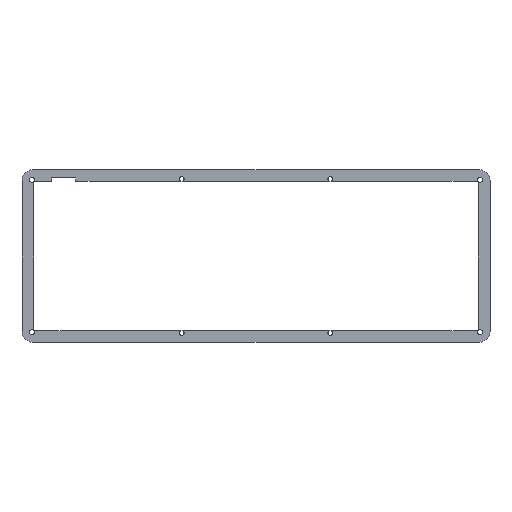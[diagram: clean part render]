
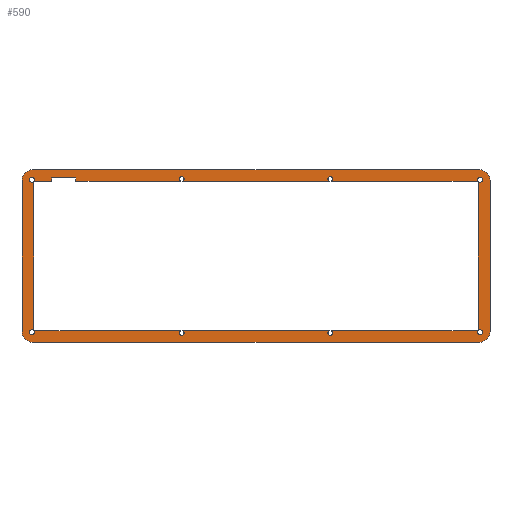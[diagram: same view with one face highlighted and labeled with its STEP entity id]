
A CAD part, top view. The second image highlights one B-rep face of the part: STEP entity #590.
In plain terms, the highlighted planar face has unit normal (0, 0, 1).
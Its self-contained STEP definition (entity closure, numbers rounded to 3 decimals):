
#16=FACE_BOUND('',#96,.T.);
#34=PLANE('',#658);
#64=FACE_OUTER_BOUND('',#95,.T.);
#95=EDGE_LOOP('',(#521,#522,#523,#524,#525,#526,#527,#528));
#96=EDGE_LOOP('',(#529,#530,#531,#532,#533,#534,#535,#536,#537,#538,#539,
#540,#541,#542,#543,#544,#545,#546,#547,#548));
#97=CIRCLE('',#606,1.6);
#99=CIRCLE('',#609,1.6);
#101=CIRCLE('',#612,1.6);
#103=CIRCLE('',#615,1.6);
#105=CIRCLE('',#618,1.6);
#107=CIRCLE('',#621,1.6);
#109=CIRCLE('',#624,1.6);
#111=CIRCLE('',#627,1.6);
#117=CIRCLE('',#643,7.);
#118=CIRCLE('',#646,7.);
#119=CIRCLE('',#649,7.);
#120=CIRCLE('',#652,7.);
#138=LINE('',#904,#198);
#141=LINE('',#910,#201);
#143=LINE('',#913,#203);
#145=LINE('',#916,#205);
#146=LINE('',#918,#206);
#148=LINE('',#922,#208);
#151=LINE('',#927,#211);
#162=LINE('',#956,#222);
#166=LINE('',#965,#226);
#169=LINE('',#973,#229);
#172=LINE('',#981,#232);
#174=LINE('',#988,#234);
#177=LINE('',#992,#237);
#178=LINE('',#994,#238);
#179=LINE('',#996,#239);
#180=LINE('',#998,#240);
#198=VECTOR('',#728,10.);
#201=VECTOR('',#733,10.);
#203=VECTOR('',#737,10.);
#205=VECTOR('',#741,10.);
#206=VECTOR('',#744,10.);
#208=VECTOR('',#748,10.);
#211=VECTOR('',#753,10.);
#222=VECTOR('',#776,10.);
#226=VECTOR('',#786,10.);
#229=VECTOR('',#795,10.);
#232=VECTOR('',#804,10.);
#234=VECTOR('',#812,10.);
#237=VECTOR('',#817,10.);
#238=VECTOR('',#820,10.);
#239=VECTOR('',#823,10.);
#240=VECTOR('',#826,10.);
#241=VERTEX_POINT('',#831);
#243=VERTEX_POINT('',#834);
#245=VERTEX_POINT('',#840);
#247=VERTEX_POINT('',#843);
#249=VERTEX_POINT('',#849);
#251=VERTEX_POINT('',#852);
#253=VERTEX_POINT('',#858);
#255=VERTEX_POINT('',#861);
#257=VERTEX_POINT('',#867);
#259=VERTEX_POINT('',#870);
#261=VERTEX_POINT('',#876);
#263=VERTEX_POINT('',#879);
#265=VERTEX_POINT('',#885);
#267=VERTEX_POINT('',#888);
#269=VERTEX_POINT('',#894);
#271=VERTEX_POINT('',#897);
#274=VERTEX_POINT('',#908);
#275=VERTEX_POINT('',#921);
#287=VERTEX_POINT('',#954);
#288=VERTEX_POINT('',#955);
#289=VERTEX_POINT('',#960);
#290=VERTEX_POINT('',#964);
#291=VERTEX_POINT('',#968);
#292=VERTEX_POINT('',#972);
#293=VERTEX_POINT('',#976);
#294=VERTEX_POINT('',#980);
#295=VERTEX_POINT('',#986);
#296=VERTEX_POINT('',#987);
#298=EDGE_CURVE('',#243,#241,#97,.T.);
#302=EDGE_CURVE('',#247,#245,#99,.T.);
#306=EDGE_CURVE('',#251,#249,#101,.T.);
#310=EDGE_CURVE('',#255,#253,#103,.T.);
#314=EDGE_CURVE('',#259,#257,#105,.T.);
#318=EDGE_CURVE('',#263,#261,#107,.T.);
#322=EDGE_CURVE('',#267,#265,#109,.T.);
#326=EDGE_CURVE('',#271,#269,#111,.T.);
#330=EDGE_CURVE('',#241,#259,#138,.T.);
#333=EDGE_CURVE('',#261,#274,#141,.T.);
#335=EDGE_CURVE('',#245,#263,#143,.T.);
#337=EDGE_CURVE('',#257,#267,#145,.T.);
#338=EDGE_CURVE('',#265,#251,#146,.T.);
#340=EDGE_CURVE('',#275,#271,#148,.T.);
#343=EDGE_CURVE('',#269,#255,#151,.T.);
#358=EDGE_CURVE('',#287,#288,#162,.T.);
#361=EDGE_CURVE('',#288,#289,#117,.T.);
#363=EDGE_CURVE('',#289,#290,#166,.T.);
#365=EDGE_CURVE('',#290,#291,#118,.T.);
#367=EDGE_CURVE('',#291,#292,#169,.T.);
#369=EDGE_CURVE('',#292,#293,#119,.T.);
#371=EDGE_CURVE('',#293,#294,#172,.T.);
#373=EDGE_CURVE('',#294,#287,#120,.T.);
#374=EDGE_CURVE('',#295,#296,#174,.T.);
#377=EDGE_CURVE('',#274,#295,#177,.T.);
#378=EDGE_CURVE('',#296,#275,#178,.T.);
#379=EDGE_CURVE('',#253,#243,#179,.T.);
#380=EDGE_CURVE('',#249,#247,#180,.T.);
#521=ORIENTED_EDGE('',*,*,#373,.T.);
#522=ORIENTED_EDGE('',*,*,#358,.T.);
#523=ORIENTED_EDGE('',*,*,#361,.T.);
#524=ORIENTED_EDGE('',*,*,#363,.T.);
#525=ORIENTED_EDGE('',*,*,#365,.T.);
#526=ORIENTED_EDGE('',*,*,#367,.T.);
#527=ORIENTED_EDGE('',*,*,#369,.T.);
#528=ORIENTED_EDGE('',*,*,#371,.T.);
#529=ORIENTED_EDGE('',*,*,#298,.T.);
#530=ORIENTED_EDGE('',*,*,#330,.T.);
#531=ORIENTED_EDGE('',*,*,#314,.T.);
#532=ORIENTED_EDGE('',*,*,#337,.T.);
#533=ORIENTED_EDGE('',*,*,#322,.T.);
#534=ORIENTED_EDGE('',*,*,#338,.T.);
#535=ORIENTED_EDGE('',*,*,#306,.T.);
#536=ORIENTED_EDGE('',*,*,#380,.T.);
#537=ORIENTED_EDGE('',*,*,#302,.T.);
#538=ORIENTED_EDGE('',*,*,#335,.T.);
#539=ORIENTED_EDGE('',*,*,#318,.T.);
#540=ORIENTED_EDGE('',*,*,#333,.T.);
#541=ORIENTED_EDGE('',*,*,#377,.T.);
#542=ORIENTED_EDGE('',*,*,#374,.T.);
#543=ORIENTED_EDGE('',*,*,#378,.T.);
#544=ORIENTED_EDGE('',*,*,#340,.T.);
#545=ORIENTED_EDGE('',*,*,#326,.T.);
#546=ORIENTED_EDGE('',*,*,#343,.T.);
#547=ORIENTED_EDGE('',*,*,#310,.T.);
#548=ORIENTED_EDGE('',*,*,#379,.T.);
#590=ADVANCED_FACE('',(#64,#16),#34,.T.);
#606=AXIS2_PLACEMENT_3D('',#835,#664,#665);
#609=AXIS2_PLACEMENT_3D('',#844,#672,#673);
#612=AXIS2_PLACEMENT_3D('',#853,#680,#681);
#615=AXIS2_PLACEMENT_3D('',#862,#688,#689);
#618=AXIS2_PLACEMENT_3D('',#871,#696,#697);
#621=AXIS2_PLACEMENT_3D('',#880,#704,#705);
#624=AXIS2_PLACEMENT_3D('',#889,#712,#713);
#627=AXIS2_PLACEMENT_3D('',#898,#720,#721);
#643=AXIS2_PLACEMENT_3D('',#961,#781,#782);
#646=AXIS2_PLACEMENT_3D('',#969,#790,#791);
#649=AXIS2_PLACEMENT_3D('',#977,#799,#800);
#652=AXIS2_PLACEMENT_3D('',#984,#808,#809);
#658=AXIS2_PLACEMENT_3D('',#999,#827,#828);
#664=DIRECTION('center_axis',(0.,0.,-1.));
#665=DIRECTION('ref_axis',(-1.,0.,0.));
#672=DIRECTION('center_axis',(0.,0.,-1.));
#673=DIRECTION('ref_axis',(-1.,0.,0.));
#680=DIRECTION('center_axis',(0.,0.,-1.));
#681=DIRECTION('ref_axis',(-1.,0.,0.));
#688=DIRECTION('center_axis',(0.,0.,-1.));
#689=DIRECTION('ref_axis',(-1.,0.,0.));
#696=DIRECTION('center_axis',(0.,0.,-1.));
#697=DIRECTION('ref_axis',(-1.,0.,0.));
#704=DIRECTION('center_axis',(0.,0.,-1.));
#705=DIRECTION('ref_axis',(-1.,0.,0.));
#712=DIRECTION('center_axis',(0.,0.,-1.));
#713=DIRECTION('ref_axis',(-1.,0.,0.));
#720=DIRECTION('center_axis',(0.,0.,-1.));
#721=DIRECTION('ref_axis',(-1.,0.,0.));
#728=DIRECTION('',(0.,-1.,0.));
#733=DIRECTION('',(1.,0.,0.));
#737=DIRECTION('',(0.,1.,0.));
#741=DIRECTION('',(-1.,0.,0.));
#744=DIRECTION('',(-1.,0.,0.));
#748=DIRECTION('',(1.,0.,0.));
#753=DIRECTION('',(1.,0.,0.));
#776=DIRECTION('',(1.,0.,0.));
#781=DIRECTION('center_axis',(0.,0.,1.));
#782=DIRECTION('ref_axis',(0.,-1.,0.));
#786=DIRECTION('',(0.,1.,0.));
#790=DIRECTION('center_axis',(0.,0.,1.));
#791=DIRECTION('ref_axis',(1.,0.,0.));
#795=DIRECTION('',(-1.,0.,0.));
#799=DIRECTION('center_axis',(0.,0.,1.));
#800=DIRECTION('ref_axis',(0.,1.,0.));
#804=DIRECTION('',(0.,-1.,0.));
#808=DIRECTION('center_axis',(0.,0.,1.));
#809=DIRECTION('ref_axis',(-1.,0.,0.));
#812=DIRECTION('',(1.,0.,0.));
#817=DIRECTION('',(0.,1.,0.));
#820=DIRECTION('',(0.,-1.,0.));
#823=DIRECTION('',(1.,0.,0.));
#826=DIRECTION('',(-1.,0.,0.));
#827=DIRECTION('center_axis',(0.,0.,1.));
#828=DIRECTION('ref_axis',(1.,0.,0.));
#831=CARTESIAN_POINT('',(292.25,101.613,3.));
#834=CARTESIAN_POINT('',(292.113,101.75,3.));
#835=CARTESIAN_POINT('Origin',(293.311,102.811,3.));
#840=CARTESIAN_POINT('',(5.5,5.637,3.));
#843=CARTESIAN_POINT('',(5.637,5.5,3.));
#844=CARTESIAN_POINT('Origin',(4.439,4.439,3.));
#849=CARTESIAN_POINT('',(100.359,5.5,3.));
#852=CARTESIAN_POINT('',(101.473,5.5,3.));
#853=CARTESIAN_POINT('Origin',(100.916,4.,3.));
#858=CARTESIAN_POINT('',(197.391,101.75,3.));
#861=CARTESIAN_POINT('',(196.277,101.75,3.));
#862=CARTESIAN_POINT('Origin',(196.834,103.25,3.));
#867=CARTESIAN_POINT('',(292.113,5.5,3.));
#870=CARTESIAN_POINT('',(292.25,5.637,3.));
#871=CARTESIAN_POINT('Origin',(293.311,4.439,3.));
#876=CARTESIAN_POINT('',(5.637,101.75,3.));
#879=CARTESIAN_POINT('',(5.5,101.613,3.));
#880=CARTESIAN_POINT('Origin',(4.439,102.811,3.));
#885=CARTESIAN_POINT('',(196.277,5.5,3.));
#888=CARTESIAN_POINT('',(197.391,5.5,3.));
#889=CARTESIAN_POINT('Origin',(196.834,4.,3.));
#894=CARTESIAN_POINT('',(101.473,101.75,3.));
#897=CARTESIAN_POINT('',(100.359,101.75,3.));
#898=CARTESIAN_POINT('Origin',(100.916,103.25,3.));
#904=CARTESIAN_POINT('',(292.25,77.688,3.));
#908=CARTESIAN_POINT('',(17.25,101.75,3.));
#910=CARTESIAN_POINT('',(90.813,101.75,3.));
#913=CARTESIAN_POINT('',(5.5,29.563,3.));
#916=CARTESIAN_POINT('',(220.563,5.5,3.));
#918=CARTESIAN_POINT('',(220.563,5.5,3.));
#921=CARTESIAN_POINT('',(32.75,101.75,3.));
#922=CARTESIAN_POINT('',(90.813,101.75,3.));
#927=CARTESIAN_POINT('',(90.813,101.75,3.));
#954=CARTESIAN_POINT('',(5.,-2.,3.));
#955=CARTESIAN_POINT('',(292.75,-2.,3.));
#956=CARTESIAN_POINT('',(5.,-2.,3.));
#960=CARTESIAN_POINT('',(299.75,5.,3.));
#961=CARTESIAN_POINT('Origin',(292.75,5.,3.));
#964=CARTESIAN_POINT('',(299.75,102.25,3.));
#965=CARTESIAN_POINT('',(299.75,5.,3.));
#968=CARTESIAN_POINT('',(292.75,109.25,3.));
#969=CARTESIAN_POINT('Origin',(292.75,102.25,3.));
#972=CARTESIAN_POINT('',(5.,109.25,3.));
#973=CARTESIAN_POINT('',(292.75,109.25,3.));
#976=CARTESIAN_POINT('',(-2.,102.25,3.));
#977=CARTESIAN_POINT('Origin',(5.,102.25,3.));
#980=CARTESIAN_POINT('',(-2.,5.,3.));
#981=CARTESIAN_POINT('',(-2.,102.25,3.));
#984=CARTESIAN_POINT('Origin',(5.,5.,3.));
#986=CARTESIAN_POINT('',(17.25,104.,3.));
#987=CARTESIAN_POINT('',(32.75,104.,3.));
#988=CARTESIAN_POINT('',(83.063,104.,3.));
#992=CARTESIAN_POINT('',(17.25,78.563,3.));
#994=CARTESIAN_POINT('',(32.75,78.563,3.));
#996=CARTESIAN_POINT('',(90.813,101.75,3.));
#998=CARTESIAN_POINT('',(220.563,5.5,3.));
#999=CARTESIAN_POINT('Origin',(148.875,53.625,3.));
